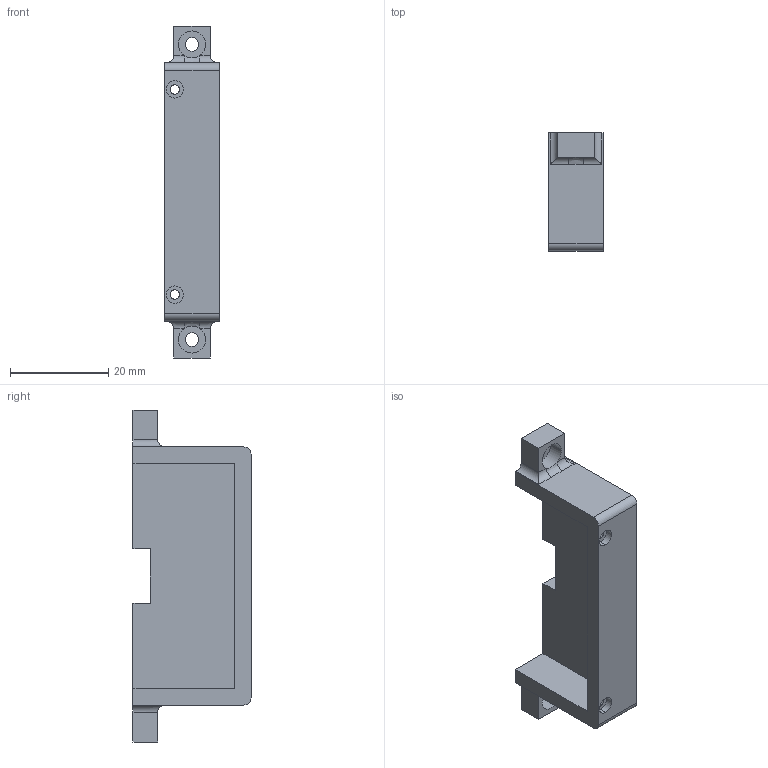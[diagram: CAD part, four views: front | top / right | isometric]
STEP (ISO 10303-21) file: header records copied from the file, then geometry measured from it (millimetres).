
FILE_DESCRIPTION (( 'STEP AP203' ), '1' );
FILE_NAME ('HCSRBackCover.STEP', '2024-10-09T13:27:19', ( '' ), ( '' ), 'SwSTEP 2.0', 'SolidWorks 2023', '' );
FILE_SCHEMA (( 'CONFIG_CONTROL_DESIGN' ));
Length unit declared in the file: millimetre
Products named in the file (1): HCSRBackCover
Bounding box: 11 x 24 x 67.5 mm (x, y, z)
Volume: 6506.9 mm3; surface area: 4975.4 mm2
Topology: 1 solids, 1 shells, 54 faces, 142 edges, 92 vertices
Faces by surface type: cylinder 26, plane 26, bspline 2
Entity records: 1827 total; most frequent: CARTESIAN_POINT 377, DIRECTION 290, ORIENTED_EDGE 284, EDGE_CURVE 142, AXIS2_PLACEMENT_3D 101, VERTEX_POINT 92, LINE 88, VECTOR 88
